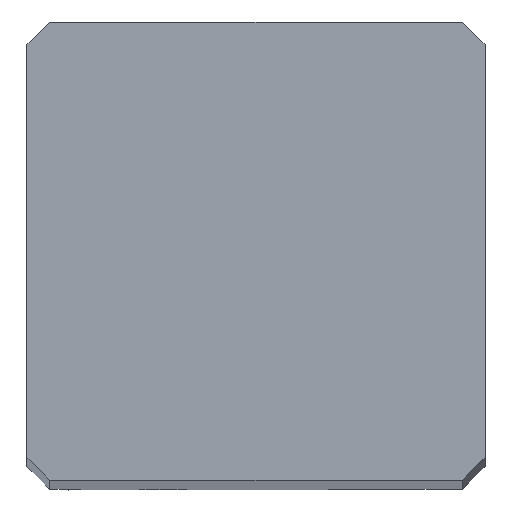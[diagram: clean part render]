
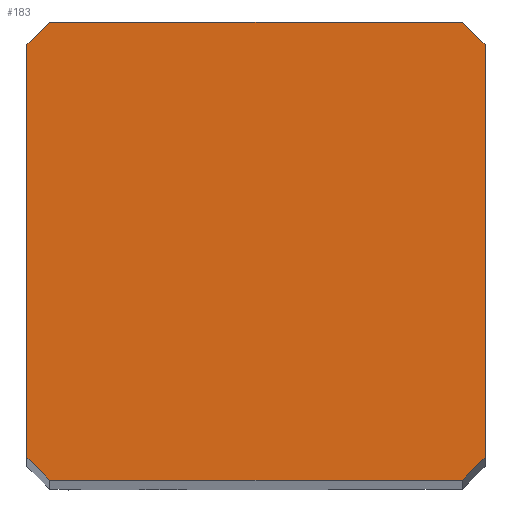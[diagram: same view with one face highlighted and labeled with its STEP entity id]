
A CAD part, top view. The second image highlights one B-rep face of the part: STEP entity #183.
In plain terms, the highlighted planar face has unit normal (0, 0, 1).
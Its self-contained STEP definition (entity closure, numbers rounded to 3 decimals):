
#117=FACE_OUTER_BOUND('',#286,.T.);
#183=ADVANCED_FACE('',(#117),#249,.T.);
#249=PLANE('',#1391);
#286=EDGE_LOOP('',(#594,#595,#596,#597,#598,#599,#600,#601));
#350=LINE('',#1912,#444);
#367=LINE('',#2011,#461);
#371=LINE('',#2019,#465);
#372=LINE('',#2021,#466);
#373=LINE('',#2023,#467);
#374=LINE('',#2025,#468);
#375=LINE('',#2027,#469);
#376=LINE('',#2029,#470);
#444=VECTOR('',#1529,1.);
#461=VECTOR('',#1588,1.);
#465=VECTOR('',#1594,1.);
#466=VECTOR('',#1597,1.);
#467=VECTOR('',#1598,1.);
#468=VECTOR('',#1599,1.);
#469=VECTOR('',#1600,1.);
#470=VECTOR('',#1601,1.);
#594=ORIENTED_EDGE('',*,*,#1080,.F.);
#595=ORIENTED_EDGE('',*,*,#1076,.T.);
#596=ORIENTED_EDGE('',*,*,#1041,.T.);
#597=ORIENTED_EDGE('',*,*,#1081,.T.);
#598=ORIENTED_EDGE('',*,*,#1082,.F.);
#599=ORIENTED_EDGE('',*,*,#1083,.T.);
#600=ORIENTED_EDGE('',*,*,#1084,.T.);
#601=ORIENTED_EDGE('',*,*,#1085,.T.);
#915=VERTEX_POINT('',#1911);
#916=VERTEX_POINT('',#1913);
#945=VERTEX_POINT('',#2012);
#947=VERTEX_POINT('',#2017);
#948=VERTEX_POINT('',#2022);
#949=VERTEX_POINT('',#2024);
#950=VERTEX_POINT('',#2026);
#951=VERTEX_POINT('',#2028);
#1041=EDGE_CURVE('',#916,#915,#350,.T.);
#1076=EDGE_CURVE('',#945,#916,#367,.T.);
#1080=EDGE_CURVE('',#945,#947,#371,.T.);
#1081=EDGE_CURVE('',#915,#948,#372,.T.);
#1082=EDGE_CURVE('',#949,#948,#373,.T.);
#1083=EDGE_CURVE('',#949,#950,#374,.T.);
#1084=EDGE_CURVE('',#950,#951,#375,.T.);
#1085=EDGE_CURVE('',#951,#947,#376,.T.);
#1391=AXIS2_PLACEMENT_3D('',#2030,#1602,#1603);
#1529=DIRECTION('',(1.,0.,0.));
#1588=DIRECTION('',(0.707,-0.707,0.));
#1594=DIRECTION('',(0.,1.,0.));
#1597=DIRECTION('',(0.707,0.707,0.));
#1598=DIRECTION('',(0.,-1.,0.));
#1599=DIRECTION('',(-0.707,0.707,0.));
#1600=DIRECTION('',(-1.,0.,0.));
#1601=DIRECTION('',(-0.707,-0.707,0.));
#1602=DIRECTION('',(0.,0.,1.));
#1603=DIRECTION('',(1.,0.,0.));
#1911=CARTESIAN_POINT('',(-0.5,0.,0.));
#1912=CARTESIAN_POINT('',(-9.5,0.,0.));
#1913=CARTESIAN_POINT('',(-9.5,0.,0.));
#2011=CARTESIAN_POINT('',(-10.,0.5,0.));
#2012=CARTESIAN_POINT('',(-10.,0.5,0.));
#2017=CARTESIAN_POINT('',(-10.,9.5,0.));
#2019=CARTESIAN_POINT('',(-10.,0.5,0.));
#2021=CARTESIAN_POINT('',(-0.5,0.,0.));
#2022=CARTESIAN_POINT('',(0.,0.5,0.));
#2023=CARTESIAN_POINT('',(0.,9.5,0.));
#2024=CARTESIAN_POINT('',(0.,9.5,0.));
#2025=CARTESIAN_POINT('',(0.,9.5,0.));
#2026=CARTESIAN_POINT('',(-0.5,10.,0.));
#2027=CARTESIAN_POINT('',(-0.5,10.,0.));
#2028=CARTESIAN_POINT('',(-9.5,10.,0.));
#2029=CARTESIAN_POINT('',(-9.5,10.,0.));
#2030=CARTESIAN_POINT('',(-5.,5.,0.));
